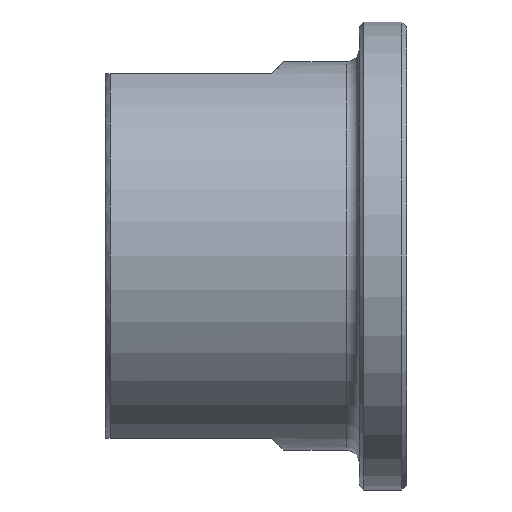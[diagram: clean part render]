
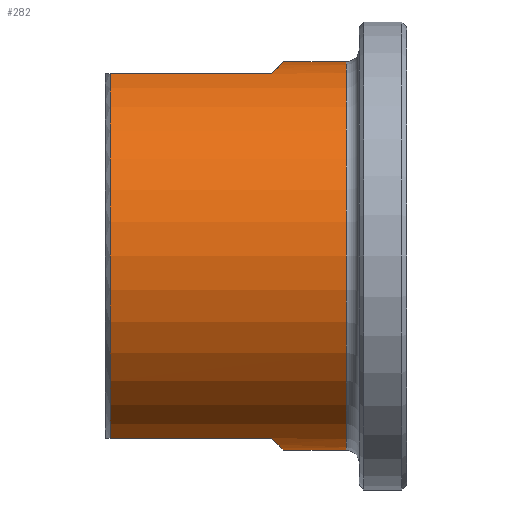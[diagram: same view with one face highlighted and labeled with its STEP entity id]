
A CAD part, front view. The second image highlights one B-rep face of the part: STEP entity #282.
In plain terms, the highlighted cylindrical face has radius 12.25 mm (diameter 24.5 mm), a full revolution.
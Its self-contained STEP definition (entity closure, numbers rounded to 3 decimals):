
#25=CIRCLE('',#322,12.25);
#26=CIRCLE('',#323,12.25);
#27=CIRCLE('',#324,12.25);
#28=CIRCLE('',#325,12.25);
#29=CIRCLE('',#326,12.25);
#45=CYLINDRICAL_SURFACE('',#321,12.25);
#56=FACE_OUTER_BOUND('',#73,.T.);
#73=EDGE_LOOP('',(#205,#206,#207,#208,#209,#210,#211,#212,#213,#214,#215,
#216,#217));
#90=LINE('',#457,#105);
#92=LINE('',#468,#107);
#94=LINE('',#476,#109);
#96=LINE('',#487,#111);
#97=LINE('',#493,#112);
#105=VECTOR('',#363,10.);
#107=VECTOR('',#365,10.);
#109=VECTOR('',#373,10.);
#111=VECTOR('',#375,10.);
#112=VECTOR('',#380,12.25);
#119=ELLIPSE('',#316,17.324,12.25);
#120=ELLIPSE('',#319,17.324,12.25);
#121=VERTEX_POINT('',#451);
#122=VERTEX_POINT('',#452);
#123=VERTEX_POINT('',#456);
#126=VERTEX_POINT('',#464);
#127=VERTEX_POINT('',#470);
#128=VERTEX_POINT('',#471);
#129=VERTEX_POINT('',#475);
#132=VERTEX_POINT('',#483);
#133=VERTEX_POINT('',#489);
#134=VERTEX_POINT('',#490);
#135=VERTEX_POINT('',#492);
#148=EDGE_CURVE('',#121,#122,#119,.T.);
#150=EDGE_CURVE('',#123,#121,#90,.T.);
#154=EDGE_CURVE('',#122,#126,#92,.T.);
#155=EDGE_CURVE('',#127,#128,#120,.T.);
#157=EDGE_CURVE('',#129,#127,#94,.T.);
#161=EDGE_CURVE('',#128,#132,#96,.T.);
#162=EDGE_CURVE('',#133,#134,#25,.T.);
#163=EDGE_CURVE('',#133,#135,#97,.T.);
#164=EDGE_CURVE('',#129,#135,#26,.T.);
#165=EDGE_CURVE('',#123,#132,#27,.T.);
#166=EDGE_CURVE('',#135,#126,#28,.T.);
#167=EDGE_CURVE('',#134,#133,#29,.T.);
#205=ORIENTED_EDGE('',*,*,#162,.F.);
#206=ORIENTED_EDGE('',*,*,#163,.T.);
#207=ORIENTED_EDGE('',*,*,#164,.F.);
#208=ORIENTED_EDGE('',*,*,#157,.T.);
#209=ORIENTED_EDGE('',*,*,#155,.T.);
#210=ORIENTED_EDGE('',*,*,#161,.T.);
#211=ORIENTED_EDGE('',*,*,#165,.F.);
#212=ORIENTED_EDGE('',*,*,#150,.T.);
#213=ORIENTED_EDGE('',*,*,#148,.T.);
#214=ORIENTED_EDGE('',*,*,#154,.T.);
#215=ORIENTED_EDGE('',*,*,#166,.F.);
#216=ORIENTED_EDGE('',*,*,#163,.F.);
#217=ORIENTED_EDGE('',*,*,#167,.F.);
#282=ADVANCED_FACE('',(#56),#45,.T.);
#316=AXIS2_PLACEMENT_3D('',#453,#358,#359);
#319=AXIS2_PLACEMENT_3D('',#472,#368,#369);
#321=AXIS2_PLACEMENT_3D('',#488,#376,#377);
#322=AXIS2_PLACEMENT_3D('',#491,#378,#379);
#323=AXIS2_PLACEMENT_3D('',#494,#381,#382);
#324=AXIS2_PLACEMENT_3D('',#495,#383,#384);
#325=AXIS2_PLACEMENT_3D('',#496,#385,#386);
#326=AXIS2_PLACEMENT_3D('',#497,#387,#388);
#358=DIRECTION('center_axis',(0.707,0.,-0.707));
#359=DIRECTION('ref_axis',(0.707,0.,0.707));
#363=DIRECTION('',(1.,0.,0.));
#365=DIRECTION('',(-1.,0.,0.));
#368=DIRECTION('center_axis',(0.707,0.,0.707));
#369=DIRECTION('ref_axis',(-0.707,0.,0.707));
#373=DIRECTION('',(1.,0.,0.));
#375=DIRECTION('',(-1.,0.,0.));
#376=DIRECTION('center_axis',(1.,0.,0.));
#377=DIRECTION('ref_axis',(0.,1.,0.));
#378=DIRECTION('center_axis',(1.,0.,0.));
#379=DIRECTION('ref_axis',(0.,-1.,0.));
#380=DIRECTION('',(-1.,0.,0.));
#381=DIRECTION('center_axis',(-1.,0.,0.));
#382=DIRECTION('ref_axis',(0.,-1.,0.));
#383=DIRECTION('center_axis',(-1.,0.,0.));
#384=DIRECTION('ref_axis',(0.,-1.,0.));
#385=DIRECTION('center_axis',(-1.,0.,0.));
#386=DIRECTION('ref_axis',(0.,-1.,0.));
#387=DIRECTION('center_axis',(1.,0.,0.));
#388=DIRECTION('ref_axis',(0.,-1.,0.));
#451=CARTESIAN_POINT('',(-8.5,4.22,11.5));
#452=CARTESIAN_POINT('',(-8.5,-4.22,11.5));
#453=CARTESIAN_POINT('Origin',(-20.,0.,0.));
#456=CARTESIAN_POINT('',(-18.7,4.22,11.5));
#457=CARTESIAN_POINT('',(-11.,4.22,11.5));
#464=CARTESIAN_POINT('',(-18.7,-4.22,11.5));
#468=CARTESIAN_POINT('',(-11.,-4.22,11.5));
#470=CARTESIAN_POINT('',(-8.5,-4.22,-11.5));
#471=CARTESIAN_POINT('',(-8.5,4.22,-11.5));
#472=CARTESIAN_POINT('Origin',(-20.,0.,0.));
#475=CARTESIAN_POINT('',(-18.7,-4.22,-11.5));
#476=CARTESIAN_POINT('',(-11.,-4.22,-11.5));
#483=CARTESIAN_POINT('',(-18.7,4.22,-11.5));
#487=CARTESIAN_POINT('',(-11.,4.22,-11.5));
#488=CARTESIAN_POINT('Origin',(-11.,0.,0.));
#489=CARTESIAN_POINT('',(-3.8,-12.25,0.));
#490=CARTESIAN_POINT('',(-3.8,0.,12.25));
#491=CARTESIAN_POINT('Origin',(-3.8,0.,0.));
#492=CARTESIAN_POINT('',(-18.7,-12.25,0.));
#493=CARTESIAN_POINT('',(-11.,-12.25,0.));
#494=CARTESIAN_POINT('Origin',(-18.7,0.,0.));
#495=CARTESIAN_POINT('Origin',(-18.7,0.,0.));
#496=CARTESIAN_POINT('Origin',(-18.7,0.,0.));
#497=CARTESIAN_POINT('Origin',(-3.8,0.,0.));
